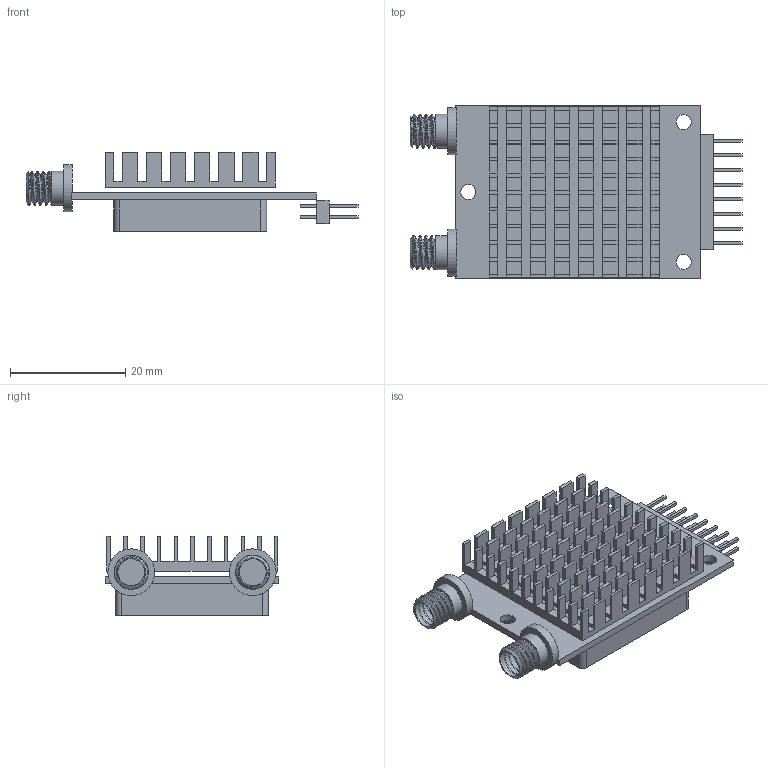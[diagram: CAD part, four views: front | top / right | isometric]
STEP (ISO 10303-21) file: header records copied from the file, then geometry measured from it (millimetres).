
FILE_DESCRIPTION(/* description */ (''),/* implementation_level */ '2;1');
FILE_NAME(/* name */ 'RFD900.step',/* time_stamp */ '2020-06-18T08:13:18+04:00',/* author */ (''),/* organization */ (''),/* preprocessor_version */ 'ST-DEVELOPER v18.1',/* originating_system */ 'Autodesk Translation Framework v9.3.0.1241',/* authorisation */ '');
FILE_SCHEMA (('AUTOMOTIVE_DESIGN { 1 0 10303 214 3 1 1 }'));
Length unit declared in the file: millimetre
Products named in the file (2): RFD900; RFD900_1
Assembly tree (1 placements, depth 2):
  RFD900
    RFD900_1
Bounding box: 57.5 x 30 x 13.7 mm (x, y, z)
Volume: 7640 mm3; surface area: 10558.6 mm2
Topology: 22 solids, 22 shells, 580 faces, 1594 edges, 1062 vertices
Faces by surface type: plane 543, cylinder 31, bspline 4, cone 2
Full cylindrical faces by diameter (mm): 2.6 x3, 4.665 x2, 4.744 x2, 5.884 x5, 8.099 x2
Entity records: 19947 total; most frequent: CARTESIAN_POINT 5095, ORIENTED_EDGE 3188, DIRECTION 2740, EDGE_CURVE 1594, LINE 1506, VECTOR 1506, VERTEX_POINT 1062, EDGE_LOOP 622
